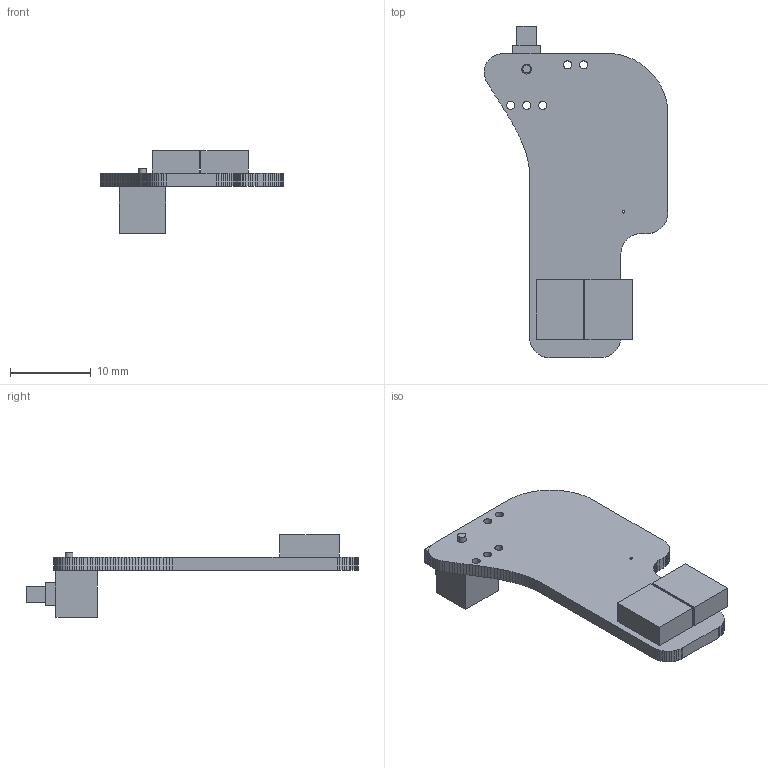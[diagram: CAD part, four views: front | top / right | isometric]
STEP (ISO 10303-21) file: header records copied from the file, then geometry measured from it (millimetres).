
FILE_DESCRIPTION(('KiCad electronic assembly'),'2;1');
FILE_NAME('BLEEarrings.step','2023-11-29T14:27:54',('Pcbnew'),('Kicad'), 'Open CASCADE STEP processor 7.7','KiCad to STEP converter','Unknown' );
FILE_SCHEMA(('AUTOMOTIVE_DESIGN { 1 0 10303 214 1 1 1 1 }'));
Length unit declared in the file: millimetre
Products named in the file (6): BLEEarrings 1; Connector; SOLID; SW-TH_TK-6580B-1; COMPOUND; _autosave-BLEEarrings PCB
Assembly tree (6 placements, depth 3):
  BLEEarrings 1
    Connector  x2
      SOLID
    SW-TH_TK-6580B-1
      COMPOUND
    _autosave-BLEEarrings PCB
Bounding box: 22.81 x 41.2 x 10.29 mm (x, y, z)
Volume: 1379.5 mm3; surface area: 1967.2 mm2
Topology: 7 solids, 7 shells, 168 faces, 462 edges, 308 vertices
Faces by surface type: plane 128, bspline 33, cylinder 7
Full cylindrical faces by diameter (mm): 0.3 x1, 1 x5, 1.2 x1
Entity records: 11060 total; most frequent: CARTESIAN_POINT 2179, DIRECTION 1481, LINE 1169, VECTOR 1169, ORIENTED_EDGE 900, PCURVE 900, DEFINITIONAL_REPRESENTATION 900, EDGE_CURVE 450
